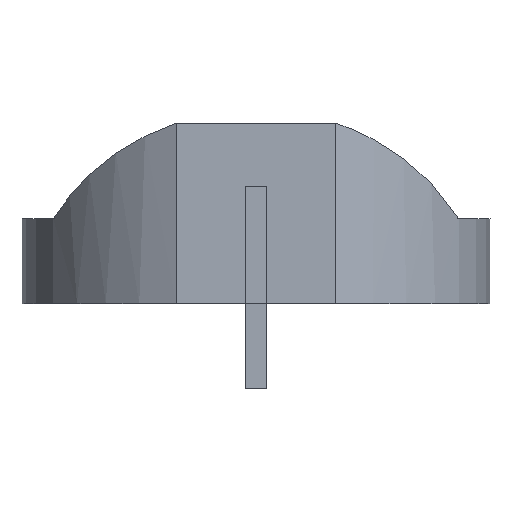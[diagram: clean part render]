
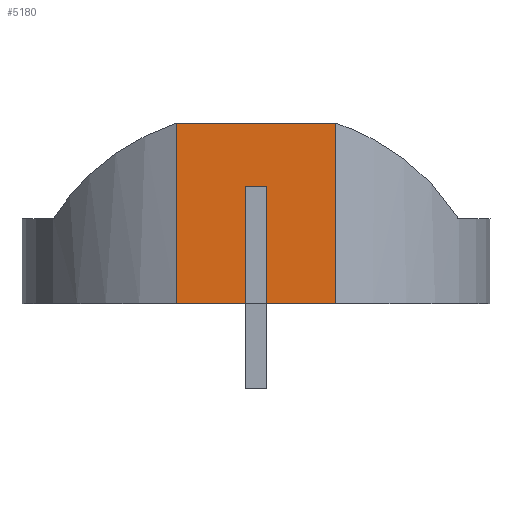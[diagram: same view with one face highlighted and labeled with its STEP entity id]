
A CAD part, front view. The second image highlights one B-rep face of the part: STEP entity #5180.
In plain terms, the highlighted planar face has unit normal (0, -1, 0).
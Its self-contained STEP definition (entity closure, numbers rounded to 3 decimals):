
#672 = PLANE('',#673);
#673 = AXIS2_PLACEMENT_3D('',#674,#675,#676);
#674 = CARTESIAN_POINT('',(0.,0.6,0.2));
#675 = DIRECTION('',(0.,0.,1.));
#676 = DIRECTION('',(0.,1.,0.));
#1229 = PLANE('',#1230);
#1230 = AXIS2_PLACEMENT_3D('',#1231,#1232,#1233);
#1231 = CARTESIAN_POINT('',(0.,0.6,8.7));
#1232 = DIRECTION('',(0.,0.,1.));
#1233 = DIRECTION('',(0.,1.,0.));
#2605 = PLANE('',#2606);
#2606 = AXIS2_PLACEMENT_3D('',#2607,#2608,#2609);
#2607 = CARTESIAN_POINT('',(-0.5,-11.9,5.7));
#2608 = DIRECTION('',(1.,0.,0.));
#2609 = DIRECTION('',(0.,1.,0.));
#2634 = PLANE('',#2635);
#2635 = AXIS2_PLACEMENT_3D('',#2636,#2637,#2638);
#2636 = CARTESIAN_POINT('',(0.5,-11.9,5.7));
#2637 = DIRECTION('',(-1.,0.,0.));
#2638 = DIRECTION('',(0.,-1.,0.));
#2660 = PLANE('',#2661);
#2661 = AXIS2_PLACEMENT_3D('',#2662,#2663,#2664);
#2662 = CARTESIAN_POINT('',(0.,0.6,5.7));
#2663 = DIRECTION('',(0.,0.,1.));
#2664 = DIRECTION('',(0.,1.,0.));
#2703 = VERTEX_POINT('',#2704);
#2704 = CARTESIAN_POINT('',(0.5,-12.9,0.2));
#2725 = EDGE_CURVE('',#2726,#2703,#2728,.T.);
#2726 = VERTEX_POINT('',#2727);
#2727 = CARTESIAN_POINT('',(3.75,-12.9,0.2));
#2728 = SURFACE_CURVE('',#2729,(#2733,#2740),.PCURVE_S1.);
#2729 = LINE('',#2730,#2731);
#2730 = CARTESIAN_POINT('',(0.,-12.9,0.2));
#2731 = VECTOR('',#2732,1.);
#2732 = DIRECTION('',(-1.,0.,0.));
#2733 = PCURVE('',#672,#2734);
#2734 = DEFINITIONAL_REPRESENTATION('',(#2735),#2739);
#2735 = LINE('',#2736,#2737);
#2736 = CARTESIAN_POINT('',(-13.5,0.));
#2737 = VECTOR('',#2738,1.);
#2738 = DIRECTION('',(0.,1.));
#2739 = ( GEOMETRIC_REPRESENTATION_CONTEXT(2) 
PARAMETRIC_REPRESENTATION_CONTEXT() REPRESENTATION_CONTEXT('2D SPACE',''
  ) );
#2740 = PCURVE('',#2741,#2746);
#2741 = PLANE('',#2742);
#2742 = AXIS2_PLACEMENT_3D('',#2743,#2744,#2745);
#2743 = CARTESIAN_POINT('',(0.,-12.9,8.7));
#2744 = DIRECTION('',(0.,-1.,0.));
#2745 = DIRECTION('',(1.,0.,0.));
#2746 = DEFINITIONAL_REPRESENTATION('',(#2747),#2751);
#2747 = LINE('',#2748,#2749);
#2748 = CARTESIAN_POINT('',(-0.,-8.5));
#2749 = VECTOR('',#2750,1.);
#2750 = DIRECTION('',(-1.,0.));
#2751 = ( GEOMETRIC_REPRESENTATION_CONTEXT(2) 
PARAMETRIC_REPRESENTATION_CONTEXT() REPRESENTATION_CONTEXT('2D SPACE',''
  ) );
#2769 = PLANE('',#2770);
#2770 = AXIS2_PLACEMENT_3D('',#2771,#2772,#2773);
#2771 = CARTESIAN_POINT('',(3.75,0.6,8.7));
#2772 = DIRECTION('',(-1.,0.,0.));
#2773 = DIRECTION('',(0.,-1.,0.));
#2833 = VERTEX_POINT('',#2834);
#2834 = CARTESIAN_POINT('',(-3.75,-12.9,0.2));
#2848 = PLANE('',#2849);
#2849 = AXIS2_PLACEMENT_3D('',#2850,#2851,#2852);
#2850 = CARTESIAN_POINT('',(-3.75,0.6,8.7));
#2851 = DIRECTION('',(-1.,0.,0.));
#2852 = DIRECTION('',(0.,-1.,0.));
#2860 = EDGE_CURVE('',#2861,#2833,#2863,.T.);
#2861 = VERTEX_POINT('',#2862);
#2862 = CARTESIAN_POINT('',(-0.5,-12.9,0.2));
#2863 = SURFACE_CURVE('',#2864,(#2868,#2875),.PCURVE_S1.);
#2864 = LINE('',#2865,#2866);
#2865 = CARTESIAN_POINT('',(0.,-12.9,0.2));
#2866 = VECTOR('',#2867,1.);
#2867 = DIRECTION('',(-1.,0.,0.));
#2868 = PCURVE('',#672,#2869);
#2869 = DEFINITIONAL_REPRESENTATION('',(#2870),#2874);
#2870 = LINE('',#2871,#2872);
#2871 = CARTESIAN_POINT('',(-13.5,0.));
#2872 = VECTOR('',#2873,1.);
#2873 = DIRECTION('',(0.,1.));
#2874 = ( GEOMETRIC_REPRESENTATION_CONTEXT(2) 
PARAMETRIC_REPRESENTATION_CONTEXT() REPRESENTATION_CONTEXT('2D SPACE',''
  ) );
#2875 = PCURVE('',#2741,#2876);
#2876 = DEFINITIONAL_REPRESENTATION('',(#2877),#2881);
#2877 = LINE('',#2878,#2879);
#2878 = CARTESIAN_POINT('',(-0.,-8.5));
#2879 = VECTOR('',#2880,1.);
#2880 = DIRECTION('',(-1.,0.));
#2881 = ( GEOMETRIC_REPRESENTATION_CONTEXT(2) 
PARAMETRIC_REPRESENTATION_CONTEXT() REPRESENTATION_CONTEXT('2D SPACE',''
  ) );
#3442 = VERTEX_POINT('',#3443);
#3443 = CARTESIAN_POINT('',(-3.75,-12.9,8.7));
#3464 = EDGE_CURVE('',#3465,#3442,#3467,.T.);
#3465 = VERTEX_POINT('',#3466);
#3466 = CARTESIAN_POINT('',(3.75,-12.9,8.7));
#3467 = SURFACE_CURVE('',#3468,(#3472,#3479),.PCURVE_S1.);
#3468 = LINE('',#3469,#3470);
#3469 = CARTESIAN_POINT('',(0.,-12.9,8.7));
#3470 = VECTOR('',#3471,1.);
#3471 = DIRECTION('',(-1.,0.,0.));
#3472 = PCURVE('',#1229,#3473);
#3473 = DEFINITIONAL_REPRESENTATION('',(#3474),#3478);
#3474 = LINE('',#3475,#3476);
#3475 = CARTESIAN_POINT('',(-13.5,0.));
#3476 = VECTOR('',#3477,1.);
#3477 = DIRECTION('',(0.,1.));
#3478 = ( GEOMETRIC_REPRESENTATION_CONTEXT(2) 
PARAMETRIC_REPRESENTATION_CONTEXT() REPRESENTATION_CONTEXT('2D SPACE',''
  ) );
#3479 = PCURVE('',#2741,#3480);
#3480 = DEFINITIONAL_REPRESENTATION('',(#3481),#3485);
#3481 = LINE('',#3482,#3483);
#3482 = CARTESIAN_POINT('',(0.,0.));
#3483 = VECTOR('',#3484,1.);
#3484 = DIRECTION('',(-1.,0.));
#3485 = ( GEOMETRIC_REPRESENTATION_CONTEXT(2) 
PARAMETRIC_REPRESENTATION_CONTEXT() REPRESENTATION_CONTEXT('2D SPACE',''
  ) );
#5059 = VERTEX_POINT('',#5060);
#5060 = CARTESIAN_POINT('',(-0.5,-12.9,5.7));
#5081 = EDGE_CURVE('',#5059,#2861,#5082,.T.);
#5082 = SURFACE_CURVE('',#5083,(#5087,#5094),.PCURVE_S1.);
#5083 = LINE('',#5084,#5085);
#5084 = CARTESIAN_POINT('',(-0.5,-12.9,5.7));
#5085 = VECTOR('',#5086,1.);
#5086 = DIRECTION('',(0.,0.,-1.));
#5087 = PCURVE('',#2605,#5088);
#5088 = DEFINITIONAL_REPRESENTATION('',(#5089),#5093);
#5089 = LINE('',#5090,#5091);
#5090 = CARTESIAN_POINT('',(-1.,0.));
#5091 = VECTOR('',#5092,1.);
#5092 = DIRECTION('',(0.,-1.));
#5093 = ( GEOMETRIC_REPRESENTATION_CONTEXT(2) 
PARAMETRIC_REPRESENTATION_CONTEXT() REPRESENTATION_CONTEXT('2D SPACE',''
  ) );
#5094 = PCURVE('',#2741,#5095);
#5095 = DEFINITIONAL_REPRESENTATION('',(#5096),#5100);
#5096 = LINE('',#5097,#5098);
#5097 = CARTESIAN_POINT('',(-0.5,-3.));
#5098 = VECTOR('',#5099,1.);
#5099 = DIRECTION('',(-0.,-1.));
#5100 = ( GEOMETRIC_REPRESENTATION_CONTEXT(2) 
PARAMETRIC_REPRESENTATION_CONTEXT() REPRESENTATION_CONTEXT('2D SPACE',''
  ) );
#5108 = VERTEX_POINT('',#5109);
#5109 = CARTESIAN_POINT('',(0.5,-12.9,5.7));
#5132 = EDGE_CURVE('',#5059,#5108,#5133,.T.);
#5133 = SURFACE_CURVE('',#5134,(#5138,#5145),.PCURVE_S1.);
#5134 = LINE('',#5135,#5136);
#5135 = CARTESIAN_POINT('',(-0.5,-12.9,5.7));
#5136 = VECTOR('',#5137,1.);
#5137 = DIRECTION('',(1.,0.,0.));
#5138 = PCURVE('',#2660,#5139);
#5139 = DEFINITIONAL_REPRESENTATION('',(#5140),#5144);
#5140 = LINE('',#5141,#5142);
#5141 = CARTESIAN_POINT('',(-13.5,0.5));
#5142 = VECTOR('',#5143,1.);
#5143 = DIRECTION('',(0.,-1.));
#5144 = ( GEOMETRIC_REPRESENTATION_CONTEXT(2) 
PARAMETRIC_REPRESENTATION_CONTEXT() REPRESENTATION_CONTEXT('2D SPACE',''
  ) );
#5145 = PCURVE('',#2741,#5146);
#5146 = DEFINITIONAL_REPRESENTATION('',(#5147),#5151);
#5147 = LINE('',#5148,#5149);
#5148 = CARTESIAN_POINT('',(-0.5,-3.));
#5149 = VECTOR('',#5150,1.);
#5150 = DIRECTION('',(1.,0.));
#5151 = ( GEOMETRIC_REPRESENTATION_CONTEXT(2) 
PARAMETRIC_REPRESENTATION_CONTEXT() REPRESENTATION_CONTEXT('2D SPACE',''
  ) );
#5156 = EDGE_CURVE('',#5108,#2703,#5157,.T.);
#5157 = SURFACE_CURVE('',#5158,(#5162,#5169),.PCURVE_S1.);
#5158 = LINE('',#5159,#5160);
#5159 = CARTESIAN_POINT('',(0.5,-12.9,5.7));
#5160 = VECTOR('',#5161,1.);
#5161 = DIRECTION('',(0.,0.,-1.));
#5162 = PCURVE('',#2634,#5163);
#5163 = DEFINITIONAL_REPRESENTATION('',(#5164),#5168);
#5164 = LINE('',#5165,#5166);
#5165 = CARTESIAN_POINT('',(1.,0.));
#5166 = VECTOR('',#5167,1.);
#5167 = DIRECTION('',(0.,-1.));
#5168 = ( GEOMETRIC_REPRESENTATION_CONTEXT(2) 
PARAMETRIC_REPRESENTATION_CONTEXT() REPRESENTATION_CONTEXT('2D SPACE',''
  ) );
#5169 = PCURVE('',#2741,#5170);
#5170 = DEFINITIONAL_REPRESENTATION('',(#5171),#5175);
#5171 = LINE('',#5172,#5173);
#5172 = CARTESIAN_POINT('',(0.5,-3.));
#5173 = VECTOR('',#5174,1.);
#5174 = DIRECTION('',(-0.,-1.));
#5175 = ( GEOMETRIC_REPRESENTATION_CONTEXT(2) 
PARAMETRIC_REPRESENTATION_CONTEXT() REPRESENTATION_CONTEXT('2D SPACE',''
  ) );
#5180 = ADVANCED_FACE('',(#5181),#2741,.T.);
#5181 = FACE_BOUND('',#5182,.T.);
#5182 = EDGE_LOOP('',(#5183,#5184,#5185,#5186,#5187,#5188,#5209,#5210));
#5183 = ORIENTED_EDGE('',*,*,#2860,.F.);
#5184 = ORIENTED_EDGE('',*,*,#5081,.F.);
#5185 = ORIENTED_EDGE('',*,*,#5132,.T.);
#5186 = ORIENTED_EDGE('',*,*,#5156,.T.);
#5187 = ORIENTED_EDGE('',*,*,#2725,.F.);
#5188 = ORIENTED_EDGE('',*,*,#5189,.F.);
#5189 = EDGE_CURVE('',#3465,#2726,#5190,.T.);
#5190 = SURFACE_CURVE('',#5191,(#5195,#5202),.PCURVE_S1.);
#5191 = LINE('',#5192,#5193);
#5192 = CARTESIAN_POINT('',(3.75,-12.9,8.7));
#5193 = VECTOR('',#5194,1.);
#5194 = DIRECTION('',(0.,0.,-1.));
#5195 = PCURVE('',#2741,#5196);
#5196 = DEFINITIONAL_REPRESENTATION('',(#5197),#5201);
#5197 = LINE('',#5198,#5199);
#5198 = CARTESIAN_POINT('',(3.75,0.));
#5199 = VECTOR('',#5200,1.);
#5200 = DIRECTION('',(0.,-1.));
#5201 = ( GEOMETRIC_REPRESENTATION_CONTEXT(2) 
PARAMETRIC_REPRESENTATION_CONTEXT() REPRESENTATION_CONTEXT('2D SPACE',''
  ) );
#5202 = PCURVE('',#2769,#5203);
#5203 = DEFINITIONAL_REPRESENTATION('',(#5204),#5208);
#5204 = LINE('',#5205,#5206);
#5205 = CARTESIAN_POINT('',(13.5,0.));
#5206 = VECTOR('',#5207,1.);
#5207 = DIRECTION('',(0.,-1.));
#5208 = ( GEOMETRIC_REPRESENTATION_CONTEXT(2) 
PARAMETRIC_REPRESENTATION_CONTEXT() REPRESENTATION_CONTEXT('2D SPACE',''
  ) );
#5209 = ORIENTED_EDGE('',*,*,#3464,.T.);
#5210 = ORIENTED_EDGE('',*,*,#5211,.T.);
#5211 = EDGE_CURVE('',#3442,#2833,#5212,.T.);
#5212 = SURFACE_CURVE('',#5213,(#5217,#5224),.PCURVE_S1.);
#5213 = LINE('',#5214,#5215);
#5214 = CARTESIAN_POINT('',(-3.75,-12.9,8.7));
#5215 = VECTOR('',#5216,1.);
#5216 = DIRECTION('',(0.,0.,-1.));
#5217 = PCURVE('',#2741,#5218);
#5218 = DEFINITIONAL_REPRESENTATION('',(#5219),#5223);
#5219 = LINE('',#5220,#5221);
#5220 = CARTESIAN_POINT('',(-3.75,0.));
#5221 = VECTOR('',#5222,1.);
#5222 = DIRECTION('',(0.,-1.));
#5223 = ( GEOMETRIC_REPRESENTATION_CONTEXT(2) 
PARAMETRIC_REPRESENTATION_CONTEXT() REPRESENTATION_CONTEXT('2D SPACE',''
  ) );
#5224 = PCURVE('',#2848,#5225);
#5225 = DEFINITIONAL_REPRESENTATION('',(#5226),#5230);
#5226 = LINE('',#5227,#5228);
#5227 = CARTESIAN_POINT('',(13.5,0.));
#5228 = VECTOR('',#5229,1.);
#5229 = DIRECTION('',(0.,-1.));
#5230 = ( GEOMETRIC_REPRESENTATION_CONTEXT(2) 
PARAMETRIC_REPRESENTATION_CONTEXT() REPRESENTATION_CONTEXT('2D SPACE',''
  ) );
